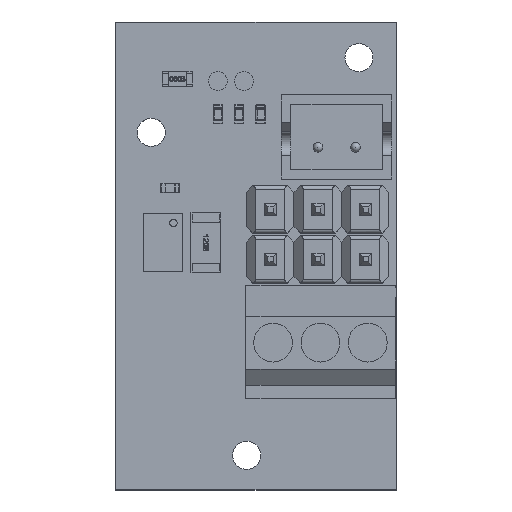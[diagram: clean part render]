
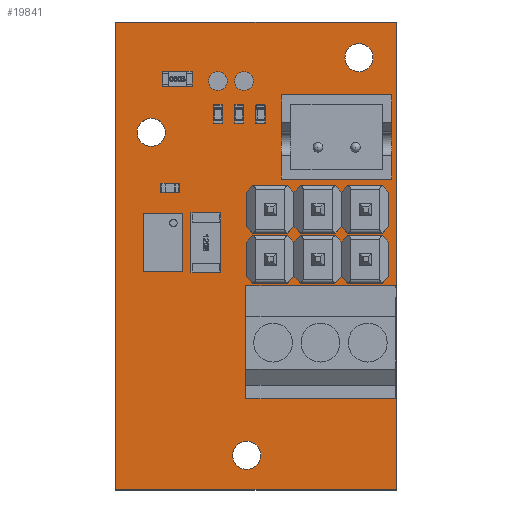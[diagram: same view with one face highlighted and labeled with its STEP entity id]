
A CAD part, top view. The second image highlights one B-rep face of the part: STEP entity #19841.
In plain terms, the highlighted planar face has unit normal (0, 0, 1).
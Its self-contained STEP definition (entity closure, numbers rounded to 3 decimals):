
#6250=CIRCLE($,#16062,0.457);
#6251=CIRCLE($,#16063,0.457);
#6254=CIRCLE($,#16068,0.457);
#6255=CIRCLE($,#16069,0.457);
#6258=CIRCLE($,#16074,0.457);
#6259=CIRCLE($,#16075,0.457);
#6262=CIRCLE($,#16080,0.457);
#6263=CIRCLE($,#16081,0.457);
#6266=CIRCLE($,#16086,0.457);
#6267=CIRCLE($,#16087,0.457);
#6270=CIRCLE($,#16092,0.457);
#6271=CIRCLE($,#16093,0.457);
#6274=CIRCLE($,#16098,0.394);
#6275=CIRCLE($,#16099,0.394);
#6278=CIRCLE($,#16104,0.394);
#6279=CIRCLE($,#16105,0.394);
#6282=CIRCLE($,#16110,0.55);
#6283=CIRCLE($,#16111,0.55);
#6286=CIRCLE($,#16116,0.55);
#6287=CIRCLE($,#16117,0.55);
#6290=CIRCLE($,#16122,0.55);
#6291=CIRCLE($,#16123,0.55);
#6294=CIRCLE($,#16128,0.75);
#6295=CIRCLE($,#16129,0.75);
#6298=CIRCLE($,#16134,0.75);
#6299=CIRCLE($,#16135,0.75);
#6302=CIRCLE($,#16140,0.75);
#6303=CIRCLE($,#16141,0.75);
#12404=FACE_OUTER_BOUND($,#14207,.F.);
#12410=FACE_OUTER_BOUND($,#14213,.T.);
#12414=FACE_OUTER_BOUND($,#14217,.T.);
#12418=FACE_OUTER_BOUND($,#14221,.T.);
#12422=FACE_OUTER_BOUND($,#14225,.T.);
#12426=FACE_OUTER_BOUND($,#14229,.T.);
#12430=FACE_OUTER_BOUND($,#14233,.T.);
#12434=FACE_OUTER_BOUND($,#14237,.T.);
#12438=FACE_OUTER_BOUND($,#14241,.T.);
#12442=FACE_OUTER_BOUND($,#14245,.T.);
#12446=FACE_OUTER_BOUND($,#14249,.T.);
#12450=FACE_OUTER_BOUND($,#14253,.T.);
#12454=FACE_OUTER_BOUND($,#14257,.T.);
#12458=FACE_OUTER_BOUND($,#14261,.T.);
#12462=FACE_OUTER_BOUND($,#14265,.T.);
#14207=EDGE_LOOP($,(#21613,#21614,#21615,#21616));
#14213=EDGE_LOOP($,(#21637,#21638));
#14217=EDGE_LOOP($,(#21649,#21650));
#14221=EDGE_LOOP($,(#21661,#21662));
#14225=EDGE_LOOP($,(#21673,#21674));
#14229=EDGE_LOOP($,(#21685,#21686));
#14233=EDGE_LOOP($,(#21697,#21698));
#14237=EDGE_LOOP($,(#21709,#21710));
#14241=EDGE_LOOP($,(#21721,#21722));
#14245=EDGE_LOOP($,(#21733,#21734));
#14249=EDGE_LOOP($,(#21745,#21746));
#14253=EDGE_LOOP($,(#21757,#21758));
#14257=EDGE_LOOP($,(#21769,#21770));
#14261=EDGE_LOOP($,(#21781,#21782));
#14265=EDGE_LOOP($,(#21793,#21794));
#16056=AXIS2_PLACEMENT_3D($,#53620,#45235,$);
#16062=AXIS2_PLACEMENT_3D($,#53632,#45235,$);
#16063=AXIS2_PLACEMENT_3D($,#53633,#45235,$);
#16068=AXIS2_PLACEMENT_3D($,#53644,#45235,$);
#16069=AXIS2_PLACEMENT_3D($,#53645,#45235,$);
#16074=AXIS2_PLACEMENT_3D($,#53656,#45235,$);
#16075=AXIS2_PLACEMENT_3D($,#53657,#45235,$);
#16080=AXIS2_PLACEMENT_3D($,#53668,#45235,$);
#16081=AXIS2_PLACEMENT_3D($,#53669,#45235,$);
#16086=AXIS2_PLACEMENT_3D($,#53680,#45235,$);
#16087=AXIS2_PLACEMENT_3D($,#53681,#45235,$);
#16092=AXIS2_PLACEMENT_3D($,#53692,#45235,$);
#16093=AXIS2_PLACEMENT_3D($,#53693,#45235,$);
#16098=AXIS2_PLACEMENT_3D($,#53704,#45235,$);
#16099=AXIS2_PLACEMENT_3D($,#53705,#45235,$);
#16104=AXIS2_PLACEMENT_3D($,#53716,#45235,$);
#16105=AXIS2_PLACEMENT_3D($,#53717,#45235,$);
#16110=AXIS2_PLACEMENT_3D($,#53728,#45235,$);
#16111=AXIS2_PLACEMENT_3D($,#53729,#45235,$);
#16116=AXIS2_PLACEMENT_3D($,#53740,#45235,$);
#16117=AXIS2_PLACEMENT_3D($,#53741,#45235,$);
#16122=AXIS2_PLACEMENT_3D($,#53752,#45235,$);
#16123=AXIS2_PLACEMENT_3D($,#53753,#45235,$);
#16128=AXIS2_PLACEMENT_3D($,#53764,#45235,$);
#16129=AXIS2_PLACEMENT_3D($,#53765,#45235,$);
#16134=AXIS2_PLACEMENT_3D($,#53776,#45235,$);
#16135=AXIS2_PLACEMENT_3D($,#53777,#45235,$);
#16140=AXIS2_PLACEMENT_3D($,#53788,#45235,$);
#16141=AXIS2_PLACEMENT_3D($,#53789,#45235,$);
#18650=PLANE($,#16056);
#19841=ADVANCED_FACE($,(#12404,#12410,#12414,#12418,#12422,#12426,#12430,
#12434,#12438,#12442,#12446,#12450,#12454,#12458,#12462),#18650,.T.);
#21613=ORIENTED_EDGE($,*,*,#30691,.T.);
#21614=ORIENTED_EDGE($,*,*,#30692,.T.);
#21615=ORIENTED_EDGE($,*,*,#30693,.T.);
#21616=ORIENTED_EDGE($,*,*,#30694,.T.);
#21637=ORIENTED_EDGE($,*,*,#30704,.T.);
#21638=ORIENTED_EDGE($,*,*,#30705,.T.);
#21649=ORIENTED_EDGE($,*,*,#30711,.T.);
#21650=ORIENTED_EDGE($,*,*,#30712,.T.);
#21661=ORIENTED_EDGE($,*,*,#30718,.T.);
#21662=ORIENTED_EDGE($,*,*,#30719,.T.);
#21673=ORIENTED_EDGE($,*,*,#30725,.T.);
#21674=ORIENTED_EDGE($,*,*,#30726,.T.);
#21685=ORIENTED_EDGE($,*,*,#30732,.T.);
#21686=ORIENTED_EDGE($,*,*,#30733,.T.);
#21697=ORIENTED_EDGE($,*,*,#30739,.T.);
#21698=ORIENTED_EDGE($,*,*,#30740,.T.);
#21709=ORIENTED_EDGE($,*,*,#30746,.T.);
#21710=ORIENTED_EDGE($,*,*,#30747,.T.);
#21721=ORIENTED_EDGE($,*,*,#30753,.T.);
#21722=ORIENTED_EDGE($,*,*,#30754,.T.);
#21733=ORIENTED_EDGE($,*,*,#30760,.T.);
#21734=ORIENTED_EDGE($,*,*,#30761,.T.);
#21745=ORIENTED_EDGE($,*,*,#30767,.T.);
#21746=ORIENTED_EDGE($,*,*,#30768,.T.);
#21757=ORIENTED_EDGE($,*,*,#30774,.T.);
#21758=ORIENTED_EDGE($,*,*,#30775,.T.);
#21769=ORIENTED_EDGE($,*,*,#30781,.T.);
#21770=ORIENTED_EDGE($,*,*,#30782,.T.);
#21781=ORIENTED_EDGE($,*,*,#30788,.T.);
#21782=ORIENTED_EDGE($,*,*,#30789,.T.);
#21793=ORIENTED_EDGE($,*,*,#30795,.T.);
#21794=ORIENTED_EDGE($,*,*,#30796,.T.);
#30691=EDGE_CURVE($,#42093,#42094,#38669,.T.);
#30692=EDGE_CURVE($,#42094,#42095,#38670,.T.);
#30693=EDGE_CURVE($,#42095,#42096,#38671,.T.);
#30694=EDGE_CURVE($,#42096,#42093,#38672,.T.);
#30704=EDGE_CURVE($,#42103,#42104,#6250,.F.);
#30705=EDGE_CURVE($,#42104,#42103,#6251,.F.);
#30711=EDGE_CURVE($,#42109,#42110,#6254,.F.);
#30712=EDGE_CURVE($,#42110,#42109,#6255,.F.);
#30718=EDGE_CURVE($,#42115,#42116,#6258,.F.);
#30719=EDGE_CURVE($,#42116,#42115,#6259,.F.);
#30725=EDGE_CURVE($,#42121,#42122,#6262,.F.);
#30726=EDGE_CURVE($,#42122,#42121,#6263,.F.);
#30732=EDGE_CURVE($,#42127,#42128,#6266,.F.);
#30733=EDGE_CURVE($,#42128,#42127,#6267,.F.);
#30739=EDGE_CURVE($,#42133,#42134,#6270,.F.);
#30740=EDGE_CURVE($,#42134,#42133,#6271,.F.);
#30746=EDGE_CURVE($,#42139,#42140,#6274,.F.);
#30747=EDGE_CURVE($,#42140,#42139,#6275,.F.);
#30753=EDGE_CURVE($,#42145,#42146,#6278,.F.);
#30754=EDGE_CURVE($,#42146,#42145,#6279,.F.);
#30760=EDGE_CURVE($,#42151,#42152,#6282,.F.);
#30761=EDGE_CURVE($,#42152,#42151,#6283,.F.);
#30767=EDGE_CURVE($,#42157,#42158,#6286,.F.);
#30768=EDGE_CURVE($,#42158,#42157,#6287,.F.);
#30774=EDGE_CURVE($,#42163,#42164,#6290,.F.);
#30775=EDGE_CURVE($,#42164,#42163,#6291,.F.);
#30781=EDGE_CURVE($,#42169,#42170,#6294,.F.);
#30782=EDGE_CURVE($,#42170,#42169,#6295,.F.);
#30788=EDGE_CURVE($,#42175,#42176,#6298,.F.);
#30789=EDGE_CURVE($,#42176,#42175,#6299,.F.);
#30795=EDGE_CURVE($,#42181,#42182,#6302,.F.);
#30796=EDGE_CURVE($,#42182,#42181,#6303,.F.);
#35245=VECTOR($,#45238,15.);
#35246=VECTOR($,#45239,25.);
#35247=VECTOR($,#45240,15.);
#35248=VECTOR($,#45241,25.);
#38669=LINE($,#53619,#35245);
#38670=LINE($,#53620,#35246);
#38671=LINE($,#53621,#35247);
#38672=LINE($,#53622,#35248);
#42093=VERTEX_POINT($,#53619);
#42094=VERTEX_POINT($,#53620);
#42095=VERTEX_POINT($,#53621);
#42096=VERTEX_POINT($,#53622);
#42103=VERTEX_POINT($,#53629);
#42104=VERTEX_POINT($,#53630);
#42109=VERTEX_POINT($,#53641);
#42110=VERTEX_POINT($,#53642);
#42115=VERTEX_POINT($,#53653);
#42116=VERTEX_POINT($,#53654);
#42121=VERTEX_POINT($,#53665);
#42122=VERTEX_POINT($,#53666);
#42127=VERTEX_POINT($,#53677);
#42128=VERTEX_POINT($,#53678);
#42133=VERTEX_POINT($,#53689);
#42134=VERTEX_POINT($,#53690);
#42139=VERTEX_POINT($,#53701);
#42140=VERTEX_POINT($,#53702);
#42145=VERTEX_POINT($,#53713);
#42146=VERTEX_POINT($,#53714);
#42151=VERTEX_POINT($,#53725);
#42152=VERTEX_POINT($,#53726);
#42157=VERTEX_POINT($,#53737);
#42158=VERTEX_POINT($,#53738);
#42163=VERTEX_POINT($,#53749);
#42164=VERTEX_POINT($,#53750);
#42169=VERTEX_POINT($,#53761);
#42170=VERTEX_POINT($,#53762);
#42175=VERTEX_POINT($,#53773);
#42176=VERTEX_POINT($,#53774);
#42181=VERTEX_POINT($,#53785);
#42182=VERTEX_POINT($,#53786);
#45235=DIRECTION($,(0.,0.,1.));
#45238=DIRECTION($,(-1.,0.,0.));
#45239=DIRECTION($,(0.,1.,0.));
#45240=DIRECTION($,(1.,0.,0.));
#45241=DIRECTION($,(0.,-1.,0.));
#53619=CARTESIAN_POINT('',(15.,0.,0.));
#53620=CARTESIAN_POINT('',(0.,0.,0.));
#53621=CARTESIAN_POINT('',(0.,25.,0.));
#53622=CARTESIAN_POINT('',(15.,25.,0.));
#53629=CARTESIAN_POINT('',(13.792,12.319,0.));
#53630=CARTESIAN_POINT('',(12.878,12.319,0.));
#53632=CARTESIAN_POINT('',(13.335,12.319,0.));
#53633=CARTESIAN_POINT('',(13.335,12.319,0.));
#53641=CARTESIAN_POINT('',(11.252,12.319,0.));
#53642=CARTESIAN_POINT('',(10.338,12.319,0.));
#53644=CARTESIAN_POINT('',(10.795,12.319,0.));
#53645=CARTESIAN_POINT('',(10.795,12.319,0.));
#53653=CARTESIAN_POINT('',(8.712,12.319,0.));
#53654=CARTESIAN_POINT('',(7.798,12.319,0.));
#53656=CARTESIAN_POINT('',(8.255,12.319,0.));
#53657=CARTESIAN_POINT('',(8.255,12.319,0.));
#53665=CARTESIAN_POINT('',(13.792,14.986,0.));
#53666=CARTESIAN_POINT('',(12.878,14.986,0.));
#53668=CARTESIAN_POINT('',(13.335,14.986,0.));
#53669=CARTESIAN_POINT('',(13.335,14.986,0.));
#53677=CARTESIAN_POINT('',(11.252,14.986,0.));
#53678=CARTESIAN_POINT('',(10.338,14.986,0.));
#53680=CARTESIAN_POINT('',(10.795,14.986,0.));
#53681=CARTESIAN_POINT('',(10.795,14.986,0.));
#53689=CARTESIAN_POINT('',(8.712,14.986,0.));
#53690=CARTESIAN_POINT('',(7.798,14.986,0.));
#53692=CARTESIAN_POINT('',(8.255,14.986,0.));
#53693=CARTESIAN_POINT('',(8.255,14.986,0.));
#53701=CARTESIAN_POINT('',(13.205,18.288,0.));
#53702=CARTESIAN_POINT('',(12.417,18.288,0.));
#53704=CARTESIAN_POINT('',(12.811,18.288,0.));
#53705=CARTESIAN_POINT('',(12.811,18.288,0.));
#53713=CARTESIAN_POINT('',(11.205,18.288,0.));
#53714=CARTESIAN_POINT('',(10.417,18.288,0.));
#53716=CARTESIAN_POINT('',(10.811,18.288,0.));
#53717=CARTESIAN_POINT('',(10.811,18.288,0.));
#53725=CARTESIAN_POINT('',(8.932,7.874,0.));
#53726=CARTESIAN_POINT('',(7.832,7.874,0.));
#53728=CARTESIAN_POINT('',(8.382,7.874,0.));
#53729=CARTESIAN_POINT('',(8.382,7.874,0.));
#53737=CARTESIAN_POINT('',(11.472,7.874,0.));
#53738=CARTESIAN_POINT('',(10.372,7.874,0.));
#53740=CARTESIAN_POINT('',(10.922,7.874,0.));
#53741=CARTESIAN_POINT('',(10.922,7.874,0.));
#53749=CARTESIAN_POINT('',(14.012,7.874,0.));
#53750=CARTESIAN_POINT('',(12.912,7.874,0.));
#53752=CARTESIAN_POINT('',(13.462,7.874,0.));
#53753=CARTESIAN_POINT('',(13.462,7.874,0.));
#53761=CARTESIAN_POINT('',(13.75,23.1,0.));
#53762=CARTESIAN_POINT('',(12.25,23.1,0.));
#53764=CARTESIAN_POINT('',(13.,23.1,0.));
#53765=CARTESIAN_POINT('',(13.,23.1,0.));
#53773=CARTESIAN_POINT('',(2.65,19.1,0.));
#53774=CARTESIAN_POINT('',(1.15,19.1,0.));
#53776=CARTESIAN_POINT('',(1.9,19.1,0.));
#53777=CARTESIAN_POINT('',(1.9,19.1,0.));
#53785=CARTESIAN_POINT('',(7.75,1.85,0.));
#53786=CARTESIAN_POINT('',(6.25,1.85,0.));
#53788=CARTESIAN_POINT('',(7.,1.85,0.));
#53789=CARTESIAN_POINT('',(7.,1.85,0.));
